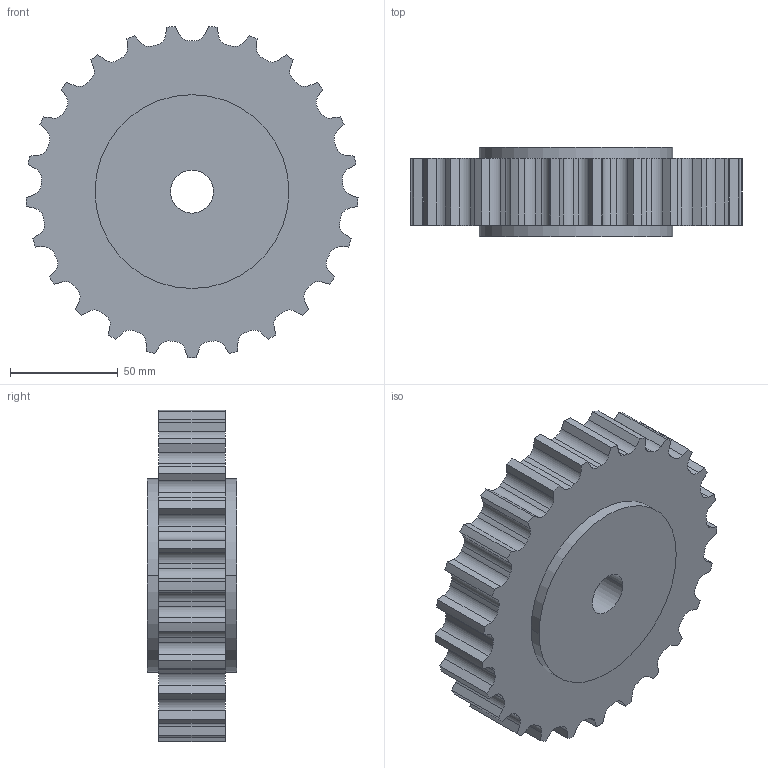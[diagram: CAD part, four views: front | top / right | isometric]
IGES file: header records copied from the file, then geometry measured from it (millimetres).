
Start section:  PTC IGES file: KU881T25R20.igs
Global section: file name: KU881T25R20.igs; native system: Pro/ENGINEER by Parametric Technology Corporation; preprocessor: 2005310; author: RCRU51; organization: Unknown; date: 090428.143048; units: millimetre
Bounding box: 154.1 x 41.5 x 153.81 mm (x, y, z)
Surface area: 58688.6 mm2 (no closed solid volume)
Topology: 0 solids, 0 shells, 160 faces, 936 edges, 936 vertices
Faces by surface type: revolution 106, bspline 54
